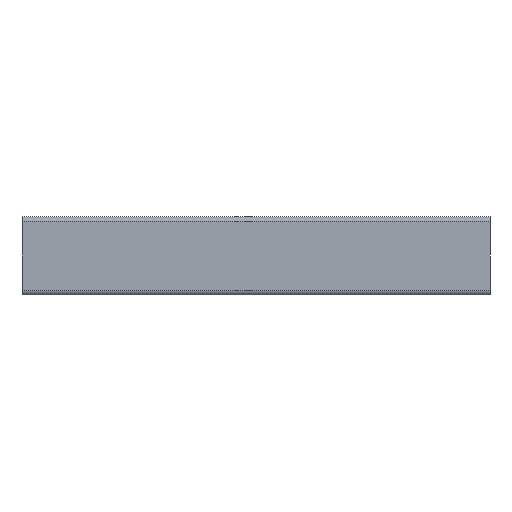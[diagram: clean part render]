
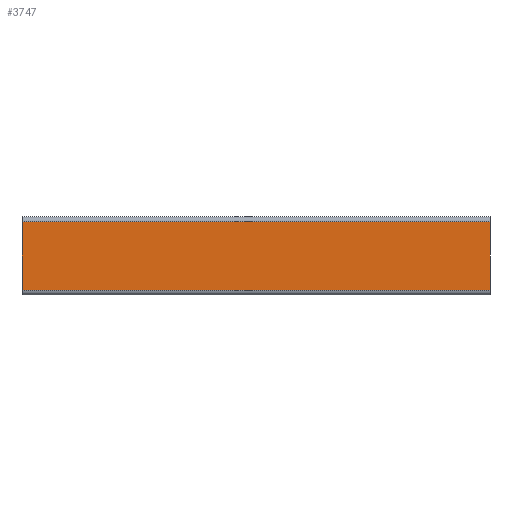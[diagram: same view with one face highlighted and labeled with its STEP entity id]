
A CAD part, left-side view. The second image highlights one B-rep face of the part: STEP entity #3747.
In plain terms, the highlighted face is planar.
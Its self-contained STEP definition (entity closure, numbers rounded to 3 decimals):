
#76 = CARTESIAN_POINT ( 'NONE',  ( 25., 22., 0. ) ) ;
#112 = CARTESIAN_POINT ( 'NONE',  ( 25., 22., -300. ) ) ;
#122 = CARTESIAN_POINT ( 'NONE',  ( 25., -22., 0. ) ) ;
#131 = CARTESIAN_POINT ( 'NONE',  ( 25., -22., -300. ) ) ;
#278 = LINE ( 'NONE', #291, #2636 ) ;
#291 = CARTESIAN_POINT ( 'NONE',  ( 25., -22., 0. ) ) ;
#295 = DIRECTION ( 'NONE',  ( 0., 1., 0. ) ) ;
#319 = LINE ( 'NONE', #325, #2596 ) ;
#325 = CARTESIAN_POINT ( 'NONE',  ( 25., 22., -300. ) ) ;
#329 = DIRECTION ( 'NONE',  ( 0., 0., 1. ) ) ;
#435 = LINE ( 'NONE', #449, #2697 ) ;
#438 = DIRECTION ( 'NONE',  ( 0., 0., 1. ) ) ;
#449 = CARTESIAN_POINT ( 'NONE',  ( 25., -22., -300. ) ) ;
#468 = CARTESIAN_POINT ( 'NONE',  ( 25., -22., -300. ) ) ;
#488 = DIRECTION ( 'NONE',  ( 0., 1., 0. ) ) ;
#495 = LINE ( 'NONE', #468, #2768 ) ;
#781 = FACE_OUTER_BOUND ( 'NONE', #4613, .T. ) ;
#783 = DIRECTION ( 'NONE',  ( 1., 0., 0. ) ) ;
#784 = CARTESIAN_POINT ( 'NONE',  ( 25., -22., -300. ) ) ;
#789 = PLANE ( 'NONE',  #1669 ) ;
#800 = DIRECTION ( 'NONE',  ( 0., 1., 0. ) ) ;
#1669 = AXIS2_PLACEMENT_3D ( 'NONE', #784, #783, #800 ) ;
#2093 = VERTEX_POINT ( 'NONE', #76 ) ;
#2095 = VERTEX_POINT ( 'NONE', #112 ) ;
#2125 = VERTEX_POINT ( 'NONE', #131 ) ;
#2133 = VERTEX_POINT ( 'NONE', #122 ) ;
#2218 = EDGE_CURVE ( 'NONE', #2133, #2093, #278, .T. ) ;
#2230 = EDGE_CURVE ( 'NONE', #2095, #2093, #319, .T. ) ;
#2274 = EDGE_CURVE ( 'NONE', #2125, #2133, #435, .T. ) ;
#2282 = EDGE_CURVE ( 'NONE', #2125, #2095, #495, .T. ) ;
#2596 = VECTOR ( 'NONE', #329, 1000. ) ;
#2636 = VECTOR ( 'NONE', #295, 1000. ) ;
#2697 = VECTOR ( 'NONE', #438, 1000. ) ;
#2768 = VECTOR ( 'NONE', #488, 1000. ) ;
#3747 = ADVANCED_FACE ( 'PLANAR_22', ( #781 ), #789, .T. ) ;
#4613 = EDGE_LOOP ( 'NONE', ( #5056, #5064, #5066, #5047 ) ) ;
#5047 = ORIENTED_EDGE ( 'NONE', *, *, #2230, .T. ) ;
#5056 = ORIENTED_EDGE ( 'NONE', *, *, #2218, .F. ) ;
#5064 = ORIENTED_EDGE ( 'NONE', *, *, #2274, .F. ) ;
#5066 = ORIENTED_EDGE ( 'NONE', *, *, #2282, .T. ) ;
